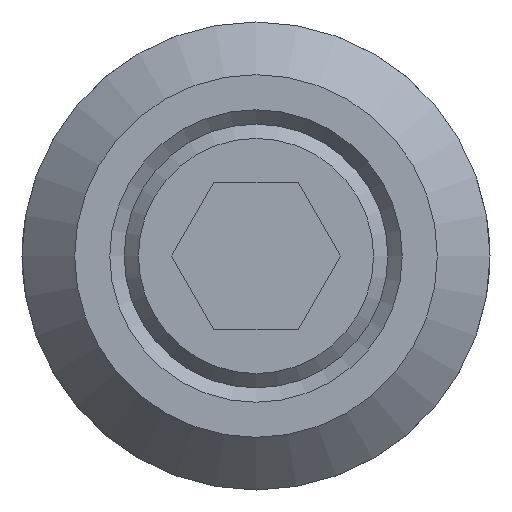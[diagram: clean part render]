
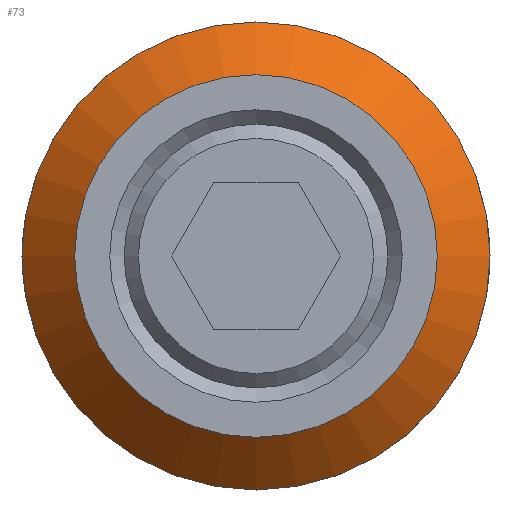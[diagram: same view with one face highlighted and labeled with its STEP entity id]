
A CAD part, left-side view. The second image highlights one B-rep face of the part: STEP entity #73.
In plain terms, the highlighted conical face has half-angle 45 degrees and reference radius 4 mm.
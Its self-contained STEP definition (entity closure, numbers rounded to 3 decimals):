
#73 = ADVANCED_FACE( '', ( #168, #169 ), #170, .T. );
#168 = FACE_BOUND( '', #289, .T. );
#169 = FACE_OUTER_BOUND( '', #290, .T. );
#170 = CONICAL_SURFACE( '', #291, 4., 0.785 );
#289 = EDGE_LOOP( '', ( #438 ) );
#290 = EDGE_LOOP( '', ( #439 ) );
#291 = AXIS2_PLACEMENT_3D( '', #440, #441, #442 );
#438 = ORIENTED_EDGE( '', *, *, #663, .T. );
#439 = ORIENTED_EDGE( '', *, *, #651, .F. );
#440 = CARTESIAN_POINT( '', ( 40.9, 0., 0. ) );
#441 = DIRECTION( '', ( 1., 0., 0. ) );
#442 = DIRECTION( '', ( 0., 0., -1. ) );
#651 = EDGE_CURVE( '', #759, #759, #760, .T. );
#663 = EDGE_CURVE( '', #779, #779, #780, .T. );
#759 = VERTEX_POINT( '', #912 );
#760 = CIRCLE( '', #913, 4. );
#779 = VERTEX_POINT( '', #934 );
#780 = CIRCLE( '', #935, 3.1 );
#912 = CARTESIAN_POINT( '', ( 40.9, 0., -4. ) );
#913 = AXIS2_PLACEMENT_3D( '', #1072, #1073, #1074 );
#934 = CARTESIAN_POINT( '', ( 40., 0., -3.1 ) );
#935 = AXIS2_PLACEMENT_3D( '', #1095, #1096, #1097 );
#1072 = CARTESIAN_POINT( '', ( 40.9, 0., 0. ) );
#1073 = DIRECTION( '', ( 1., 0., 0. ) );
#1074 = DIRECTION( '', ( 0., 0., -1. ) );
#1095 = CARTESIAN_POINT( '', ( 40., 0., 0. ) );
#1096 = DIRECTION( '', ( 1., 0., 0. ) );
#1097 = DIRECTION( '', ( 0., 0., -1. ) );
